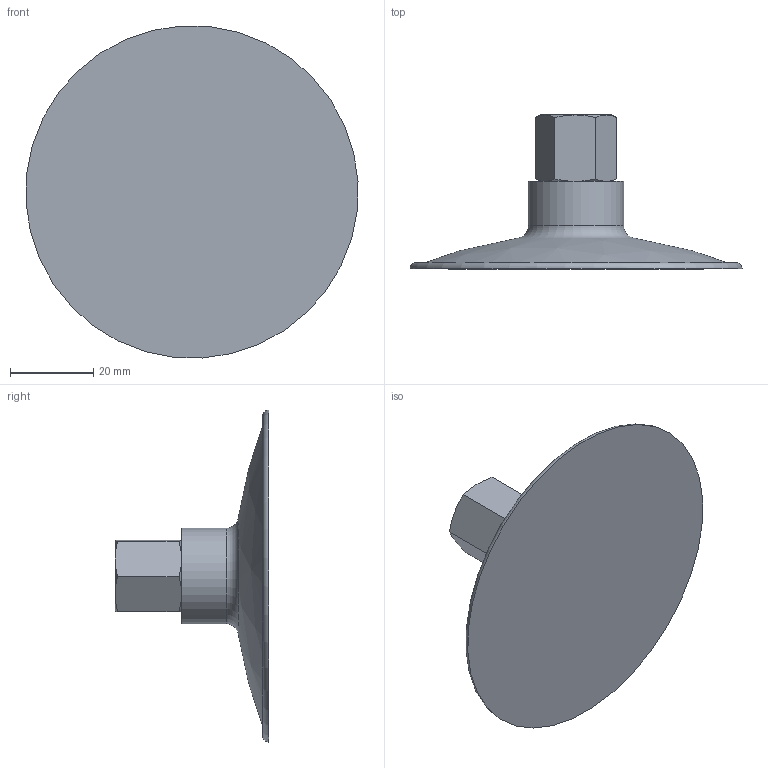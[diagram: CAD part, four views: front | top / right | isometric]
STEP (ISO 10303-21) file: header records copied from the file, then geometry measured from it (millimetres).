
FILE_DESCRIPTION(/* description */ (''),/* implementation_level */ '2;1');
FILE_NAME(/* name */ 'vsp80epdm+rac7r1-4h.stp',/* time_stamp */ '2020-07-15T11:48:33+02:00',/* author */ ('enginyeria'),/* organization */ (''),/* preprocessor_version */ 'ST-DEVELOPER v17',/* originating_system */ 'Autodesk Inventor 2019',/* authorisation */ '');
FILE_SCHEMA (('CONFIG_CONTROL_DESIGN'));
Length unit declared in the file: millimetre
Products named in the file (1): Pieza46
Bounding box: 79.84 x 37 x 79.84 mm (x, y, z)
Volume: 29448.5 mm3; surface area: 12819.6 mm2
Topology: 1 solids, 1 shells, 28 faces, 65 edges, 41 vertices
Faces by surface type: cone 14, plane 9, cylinder 2, torus 2, sphere 1
Full cylindrical faces by diameter (mm): 13 x1, 23 x1
Entity records: 855 total; most frequent: CARTESIAN_POINT 182, ORIENTED_EDGE 128, DIRECTION 128, EDGE_CURVE 64, AXIS2_PLACEMENT_3D 59, VERTEX_POINT 41, EDGE_LOOP 31, CIRCLE 30
